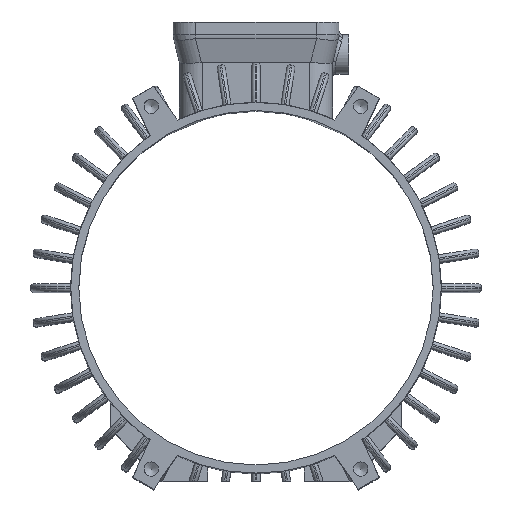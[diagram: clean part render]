
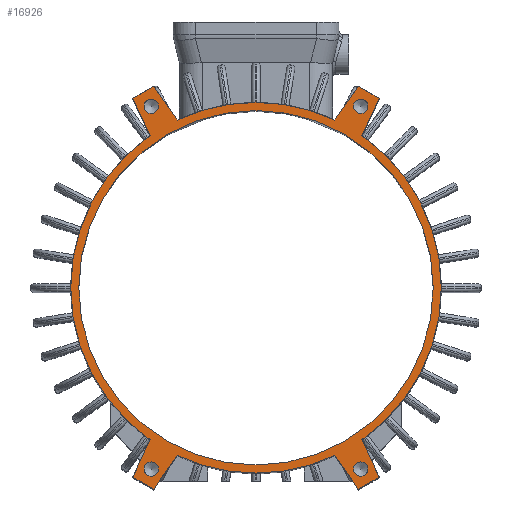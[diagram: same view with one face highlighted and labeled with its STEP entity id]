
A CAD part, top view. The second image highlights one B-rep face of the part: STEP entity #16926.
In plain terms, the highlighted planar face has unit normal (0, 0, 1).
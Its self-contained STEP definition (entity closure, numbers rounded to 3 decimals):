
#476=LINE('',#27708,#1704);
#482=LINE('',#27748,#1710);
#486=LINE('',#27767,#1714);
#506=LINE('',#27847,#1734);
#526=LINE('',#27925,#1754);
#554=LINE('',#28092,#1782);
#699=LINE('',#29832,#1927);
#700=LINE('',#29845,#1928);
#703=LINE('',#29865,#1931);
#705=LINE('',#29868,#1933);
#707=LINE('',#29896,#1935);
#708=LINE('',#29910,#1936);
#1704=VECTOR('',#20625,10.);
#1710=VECTOR('',#20635,10.);
#1714=VECTOR('',#20643,10.);
#1734=VECTOR('',#20687,10.);
#1754=VECTOR('',#20731,10.);
#1782=VECTOR('',#20799,10.);
#1927=VECTOR('',#21368,10.);
#1928=VECTOR('',#21375,10.);
#1931=VECTOR('',#21404,10.);
#1933=VECTOR('',#21408,10.);
#1935=VECTOR('',#21416,10.);
#1936=VECTOR('',#21425,10.);
#3458=PLANE('',#18945);
#3555=FACE_BOUND('',#5674,.T.);
#3556=FACE_BOUND('',#5675,.T.);
#3557=FACE_BOUND('',#5676,.T.);
#3558=FACE_BOUND('',#5677,.T.);
#3559=FACE_BOUND('',#5678,.T.);
#4568=FACE_OUTER_BOUND('',#5673,.T.);
#5673=EDGE_LOOP('',(#15524,#15525,#15526,#15527,#15528,#15529,#15530,#15531,
#15532,#15533,#15534,#15535,#15536,#15537,#15538,#15539));
#5674=EDGE_LOOP('',(#15540));
#5675=EDGE_LOOP('',(#15541));
#5676=EDGE_LOOP('',(#15542));
#5677=EDGE_LOOP('',(#15543));
#5678=EDGE_LOOP('',(#15544));
#5717=CIRCLE('',#17028,115.);
#5749=CIRCLE('',#17061,110.);
#5828=CIRCLE('',#17263,115.);
#5946=CIRCLE('',#17517,4.5);
#5948=CIRCLE('',#17521,4.5);
#5950=CIRCLE('',#17525,4.5);
#5952=CIRCLE('',#17529,4.5);
#5991=CIRCLE('',#17682,115.);
#6043=CIRCLE('',#17740,115.);
#6657=VERTEX_POINT('',#24903);
#6658=VERTEX_POINT('',#24905);
#6729=VERTEX_POINT('',#25230);
#6928=VERTEX_POINT('',#26164);
#6929=VERTEX_POINT('',#26166);
#7245=VERTEX_POINT('',#27593);
#7247=VERTEX_POINT('',#27599);
#7249=VERTEX_POINT('',#27605);
#7251=VERTEX_POINT('',#27611);
#7272=VERTEX_POINT('',#27706);
#7278=VERTEX_POINT('',#27746);
#7283=VERTEX_POINT('',#27765);
#7301=VERTEX_POINT('',#27846);
#7316=VERTEX_POINT('',#27922);
#7317=VERTEX_POINT('',#27924);
#7352=VERTEX_POINT('',#28091);
#7432=VERTEX_POINT('',#28423);
#7554=VERTEX_POINT('',#29122);
#7673=VERTEX_POINT('',#29830);
#7678=VERTEX_POINT('',#29864);
#7679=VERTEX_POINT('',#29894);
#8223=EDGE_CURVE('',#6658,#6657,#5717,.T.);
#8296=EDGE_CURVE('',#6729,#6729,#5749,.T.);
#8583=EDGE_CURVE('',#6929,#6928,#5828,.T.);
#9005=EDGE_CURVE('',#7245,#7245,#5946,.T.);
#9007=EDGE_CURVE('',#7247,#7247,#5948,.T.);
#9009=EDGE_CURVE('',#7249,#7249,#5950,.T.);
#9011=EDGE_CURVE('',#7251,#7251,#5952,.T.);
#9035=EDGE_CURVE('',#6928,#7272,#476,.T.);
#9043=EDGE_CURVE('',#7272,#7278,#482,.T.);
#9049=EDGE_CURVE('',#7278,#7283,#486,.T.);
#9077=EDGE_CURVE('',#6658,#7301,#506,.T.);
#9105=EDGE_CURVE('',#7317,#7316,#526,.T.);
#9150=EDGE_CURVE('',#6929,#7352,#554,.T.);
#9286=EDGE_CURVE('',#7316,#7432,#5991,.T.);
#9416=EDGE_CURVE('',#7283,#7554,#6043,.T.);
#9549=EDGE_CURVE('',#7673,#7432,#699,.T.);
#9552=EDGE_CURVE('',#7352,#7673,#700,.T.);
#9560=EDGE_CURVE('',#7678,#7317,#703,.T.);
#9562=EDGE_CURVE('',#6657,#7678,#705,.T.);
#9565=EDGE_CURVE('',#7679,#7554,#707,.T.);
#9568=EDGE_CURVE('',#7301,#7679,#708,.T.);
#15524=ORIENTED_EDGE('',*,*,#8223,.T.);
#15525=ORIENTED_EDGE('',*,*,#9562,.T.);
#15526=ORIENTED_EDGE('',*,*,#9560,.T.);
#15527=ORIENTED_EDGE('',*,*,#9105,.T.);
#15528=ORIENTED_EDGE('',*,*,#9286,.T.);
#15529=ORIENTED_EDGE('',*,*,#9549,.F.);
#15530=ORIENTED_EDGE('',*,*,#9552,.F.);
#15531=ORIENTED_EDGE('',*,*,#9150,.F.);
#15532=ORIENTED_EDGE('',*,*,#8583,.T.);
#15533=ORIENTED_EDGE('',*,*,#9035,.T.);
#15534=ORIENTED_EDGE('',*,*,#9043,.T.);
#15535=ORIENTED_EDGE('',*,*,#9049,.T.);
#15536=ORIENTED_EDGE('',*,*,#9416,.T.);
#15537=ORIENTED_EDGE('',*,*,#9565,.F.);
#15538=ORIENTED_EDGE('',*,*,#9568,.F.);
#15539=ORIENTED_EDGE('',*,*,#9077,.F.);
#15540=ORIENTED_EDGE('',*,*,#9005,.T.);
#15541=ORIENTED_EDGE('',*,*,#9007,.T.);
#15542=ORIENTED_EDGE('',*,*,#9009,.T.);
#15543=ORIENTED_EDGE('',*,*,#9011,.T.);
#15544=ORIENTED_EDGE('',*,*,#8296,.T.);
#16926=ADVANCED_FACE('',(#4568,#3555,#3556,#3557,#3558,#3559),#3458,.T.);
#17028=AXIS2_PLACEMENT_3D('',#24906,#19164,#19165);
#17061=AXIS2_PLACEMENT_3D('',#25231,#19251,#19252);
#17263=AXIS2_PLACEMENT_3D('',#26167,#19805,#19806);
#17517=AXIS2_PLACEMENT_3D('',#27594,#20562,#20563);
#17521=AXIS2_PLACEMENT_3D('',#27600,#20570,#20571);
#17525=AXIS2_PLACEMENT_3D('',#27606,#20578,#20579);
#17529=AXIS2_PLACEMENT_3D('',#27612,#20586,#20587);
#17682=AXIS2_PLACEMENT_3D('',#28425,#21069,#21070);
#17740=AXIS2_PLACEMENT_3D('',#29124,#21212,#21213);
#18945=AXIS2_PLACEMENT_3D('',#32119,#24196,#24197);
#19164=DIRECTION('center_axis',(0.,0.,1.));
#19165=DIRECTION('ref_axis',(-1.,0.,0.));
#19251=DIRECTION('center_axis',(0.,0.,-1.));
#19252=DIRECTION('ref_axis',(-1.,0.,0.));
#19805=DIRECTION('center_axis',(0.,0.,1.));
#19806=DIRECTION('ref_axis',(-1.,0.,0.));
#20562=DIRECTION('center_axis',(0.,0.,-1.));
#20563=DIRECTION('ref_axis',(1.,0.,0.));
#20570=DIRECTION('center_axis',(0.,0.,-1.));
#20571=DIRECTION('ref_axis',(1.,0.,0.));
#20578=DIRECTION('center_axis',(0.,0.,-1.));
#20579=DIRECTION('ref_axis',(1.,0.,0.));
#20586=DIRECTION('center_axis',(0.,0.,-1.));
#20587=DIRECTION('ref_axis',(1.,0.,0.));
#20625=DIRECTION('',(-0.574,0.819,0.));
#20635=DIRECTION('',(-0.866,-0.5,0.));
#20643=DIRECTION('',(0.423,-0.906,0.));
#20687=DIRECTION('',(-0.574,-0.819,0.));
#20731=DIRECTION('',(-0.423,0.906,0.));
#20799=DIRECTION('',(0.574,0.819,0.));
#21069=DIRECTION('center_axis',(0.,0.,1.));
#21070=DIRECTION('ref_axis',(-1.,0.,0.));
#21212=DIRECTION('center_axis',(0.,0.,1.));
#21213=DIRECTION('ref_axis',(-1.,0.,0.));
#21368=DIRECTION('',(-0.423,-0.906,0.));
#21375=DIRECTION('',(0.866,-0.5,0.));
#21404=DIRECTION('',(0.866,0.5,0.));
#21408=DIRECTION('',(0.574,-0.819,0.));
#21416=DIRECTION('',(0.423,0.906,0.));
#21425=DIRECTION('',(-0.866,0.5,0.));
#24196=DIRECTION('center_axis',(0.,0.,1.));
#24197=DIRECTION('ref_axis',(1.,0.,0.));
#24903=CARTESIAN_POINT('',(48.874,-104.098,150.));
#24905=CARTESIAN_POINT('',(-48.874,-104.098,150.));
#24906=CARTESIAN_POINT('Origin',(0.,0.,150.));
#25230=CARTESIAN_POINT('',(110.,0.,150.));
#25231=CARTESIAN_POINT('Origin',(0.,0.,150.));
#26164=CARTESIAN_POINT('',(-48.874,104.098,150.));
#26166=CARTESIAN_POINT('',(48.874,104.098,150.));
#26167=CARTESIAN_POINT('Origin',(0.,0.,150.));
#27593=CARTESIAN_POINT('',(69.5,-112.583,150.));
#27594=CARTESIAN_POINT('Origin',(65.,-112.583,150.));
#27599=CARTESIAN_POINT('',(-60.5,112.583,150.));
#27600=CARTESIAN_POINT('Origin',(-65.,112.583,150.));
#27605=CARTESIAN_POINT('',(69.5,112.583,150.));
#27606=CARTESIAN_POINT('Origin',(65.,112.583,150.));
#27611=CARTESIAN_POINT('',(-60.5,-112.583,150.));
#27612=CARTESIAN_POINT('Origin',(-65.,-112.583,150.));
#27706=CARTESIAN_POINT('',(-63.505,124.994,150.));
#27708=CARTESIAN_POINT('',(-48.874,104.098,150.));
#27746=CARTESIAN_POINT('',(-76.495,117.494,150.));
#27748=CARTESIAN_POINT('',(-63.505,124.994,150.));
#27765=CARTESIAN_POINT('',(-65.715,94.375,150.));
#27767=CARTESIAN_POINT('',(-76.495,117.494,150.));
#27846=CARTESIAN_POINT('',(-63.505,-124.994,150.));
#27847=CARTESIAN_POINT('',(-48.874,-104.098,150.));
#27922=CARTESIAN_POINT('',(65.715,-94.375,150.));
#27924=CARTESIAN_POINT('',(76.495,-117.494,150.));
#27925=CARTESIAN_POINT('',(76.495,-117.494,150.));
#28091=CARTESIAN_POINT('',(63.505,124.994,150.));
#28092=CARTESIAN_POINT('',(48.874,104.098,150.));
#28423=CARTESIAN_POINT('',(65.715,94.375,150.));
#28425=CARTESIAN_POINT('Origin',(0.,0.,150.));
#29122=CARTESIAN_POINT('',(-65.715,-94.375,150.));
#29124=CARTESIAN_POINT('Origin',(0.,0.,150.));
#29830=CARTESIAN_POINT('',(76.495,117.494,150.));
#29832=CARTESIAN_POINT('',(76.495,117.494,150.));
#29845=CARTESIAN_POINT('',(63.505,124.994,150.));
#29864=CARTESIAN_POINT('',(63.505,-124.994,150.));
#29865=CARTESIAN_POINT('',(63.505,-124.994,150.));
#29868=CARTESIAN_POINT('',(48.874,-104.098,150.));
#29894=CARTESIAN_POINT('',(-76.495,-117.494,150.));
#29896=CARTESIAN_POINT('',(-76.495,-117.494,150.));
#29910=CARTESIAN_POINT('',(-63.505,-124.994,150.));
#32119=CARTESIAN_POINT('Origin',(0.,0.,
150.));
